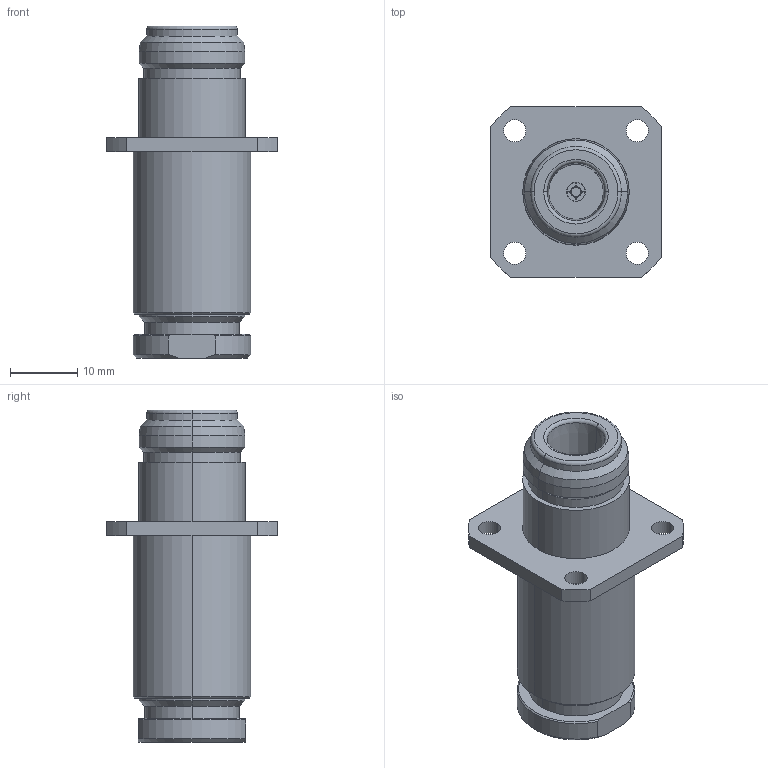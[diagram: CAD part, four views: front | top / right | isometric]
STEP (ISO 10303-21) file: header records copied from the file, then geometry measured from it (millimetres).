
FILE_DESCRIPTION (( 'STEP AP214' ), '1' );
FILE_NAME ('J01021H1080.STEP', '2015-01-16T14:39:19', ( '' ), ( '' ), 'SwSTEP 2.0', 'SolidWorks 2014', '' );
FILE_SCHEMA (( 'AUTOMOTIVE_DESIGN' ));
Length unit declared in the file: millimetre
Products named in the file (1): J01021H1080
Bounding box: 25.4 x 25.4 x 49.42 mm (x, y, z)
Volume: 10543.6 mm3; surface area: 4461.3 mm2
Topology: 1 solids, 1 shells, 96 faces, 224 edges, 141 vertices
Faces by surface type: cylinder 39, plane 27, cone 24, torus 6
Entity records: 3851 total; most frequent: CARTESIAN_POINT 534, DIRECTION 497, ORIENTED_EDGE 448, EDGE_CURVE 224, AXIS2_PLACEMENT_3D 200, VERTEX_POINT 141, EDGE_LOOP 115, CIRCLE 103
